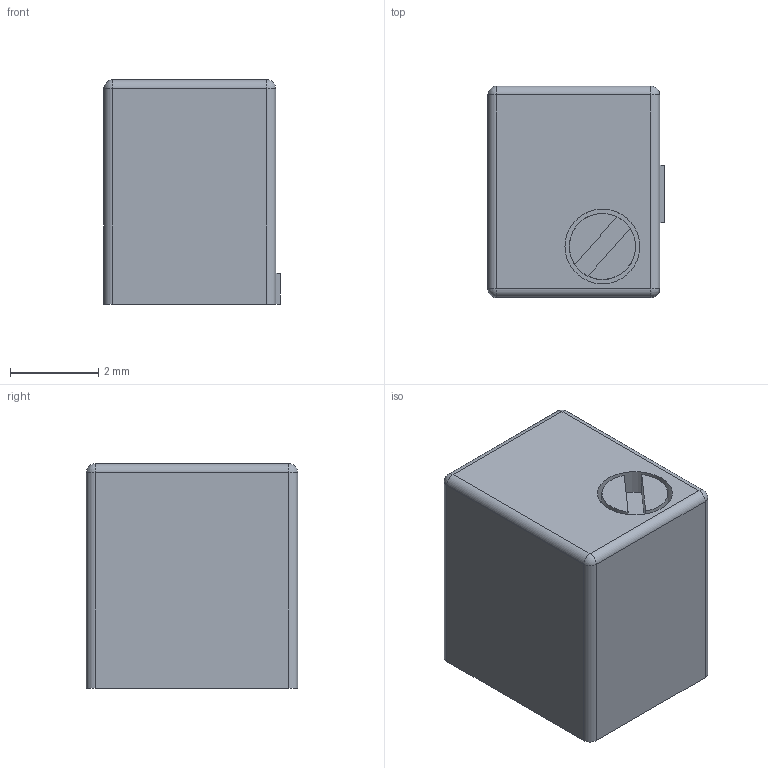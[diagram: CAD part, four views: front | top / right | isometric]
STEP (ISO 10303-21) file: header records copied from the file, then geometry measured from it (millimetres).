
FILE_DESCRIPTION(/* description */ (''),/* implementation_level */ '2;1');
FILE_NAME(/* name */ 'Bourns 3324W Trimpot.step',/* time_stamp */ '2021-04-10T14:10:26+02:00',/* author */ (''),/* organization */ (''),/* preprocessor_version */ 'ST-DEVELOPER v18.1',/* originating_system */ 'Autodesk Translation Framework v10.6.0.1341',/* authorisation */ '');
FILE_SCHEMA (('AUTOMOTIVE_DESIGN { 1 0 10303 214 3 1 1 }'));
Length unit declared in the file: millimetre
Products named in the file (1): 3324W Trimpot
Bounding box: 4 x 4.8 x 5.1 mm (x, y, z)
Volume: 94.5 mm3; surface area: 141 mm2
Topology: 6 solids, 6 shells, 260 faces, 708 edges, 468 vertices
Faces by surface type: bspline 134, plane 112, cylinder 10, sphere 4
Full cylindrical faces by diameter (mm): 1.5 x1, 1.7 x1
Entity records: 8380 total; most frequent: CARTESIAN_POINT 2643, ORIENTED_EDGE 1416, DIRECTION 718, EDGE_CURVE 708, VERTEX_POINT 468, LINE 416, VECTOR 416, EDGE_LOOP 270
